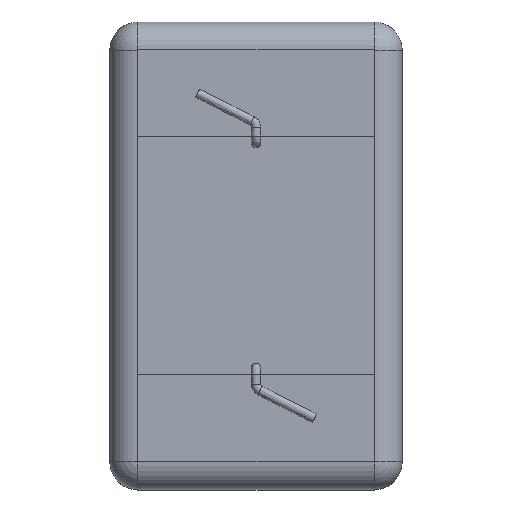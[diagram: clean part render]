
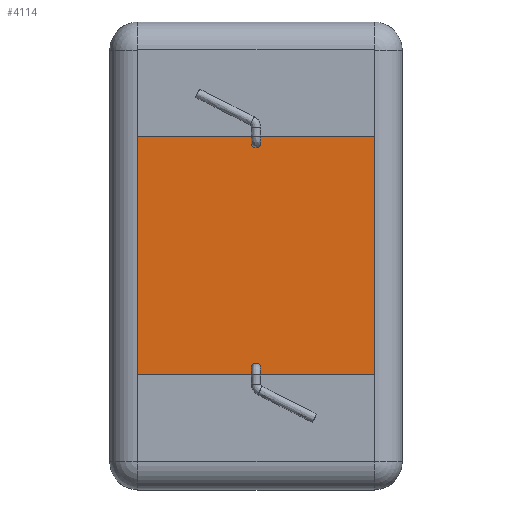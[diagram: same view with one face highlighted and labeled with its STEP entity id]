
A CAD part, top view. The second image highlights one B-rep face of the part: STEP entity #4114.
In plain terms, the highlighted planar face has unit normal (0, 0, 1).
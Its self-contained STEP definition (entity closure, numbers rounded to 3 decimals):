
#4114 = ADVANCED_FACE( '', ( #4390 ), #4391, .T. );
#4390 = FACE_OUTER_BOUND( '', #4581, .T. );
#4391 = PLANE( '', #4582 );
#4581 = EDGE_LOOP( '', ( #4840, #4841, #4842, #4843 ) );
#4582 = AXIS2_PLACEMENT_3D( '', #4844, #4845, #4846 );
#4840 = ORIENTED_EDGE( '', *, *, #5515, .T. );
#4841 = ORIENTED_EDGE( '', *, *, #5516, .T. );
#4842 = ORIENTED_EDGE( '', *, *, #5517, .T. );
#4843 = ORIENTED_EDGE( '', *, *, #5518, .T. );
#4844 = CARTESIAN_POINT( '', ( -0.625, -1., 0.5 ) );
#4845 = DIRECTION( '', ( 0., 0., 1. ) );
#4846 = DIRECTION( '', ( 1., 0., 0. ) );
#5515 = EDGE_CURVE( '', #5707, #5708, #5709, .T. );
#5516 = EDGE_CURVE( '', #5708, #5710, #5711, .T. );
#5517 = EDGE_CURVE( '', #5710, #5712, #5713, .T. );
#5518 = EDGE_CURVE( '', #5712, #5707, #5714, .T. );
#5707 = VERTEX_POINT( '', #5825 );
#5708 = VERTEX_POINT( '', #5826 );
#5709 = LINE( '', #5827, #5828 );
#5710 = VERTEX_POINT( '', #5829 );
#5711 = LINE( '', #5830, #5831 );
#5712 = VERTEX_POINT( '', #5832 );
#5713 = LINE( '', #5833, #5834 );
#5714 = LINE( '', #5835, #5836 );
#5825 = CARTESIAN_POINT( '', ( 0.505, -0.88, 0.5 ) );
#5826 = CARTESIAN_POINT( '', ( 0.505, 0.88, 0.5 ) );
#5827 = CARTESIAN_POINT( '', ( 0.505, 1., 0.5 ) );
#5828 = VECTOR( '', #5975, 1000. );
#5829 = CARTESIAN_POINT( '', ( -0.505, 0.88, 0.5 ) );
#5830 = CARTESIAN_POINT( '', ( -0.625, 0.88, 0.5 ) );
#5831 = VECTOR( '', #5976, 1000. );
#5832 = CARTESIAN_POINT( '', ( -0.505, -0.88, 0.5 ) );
#5833 = CARTESIAN_POINT( '', ( -0.505, -1., 0.5 ) );
#5834 = VECTOR( '', #5977, 1000. );
#5835 = CARTESIAN_POINT( '', ( 0.625, -0.88, 0.5 ) );
#5836 = VECTOR( '', #5978, 1000. );
#5975 = DIRECTION( '', ( 0., 1., 0. ) );
#5976 = DIRECTION( '', ( -1., 0., 0. ) );
#5977 = DIRECTION( '', ( 0., -1., 0. ) );
#5978 = DIRECTION( '', ( 1., 0., 0. ) );
